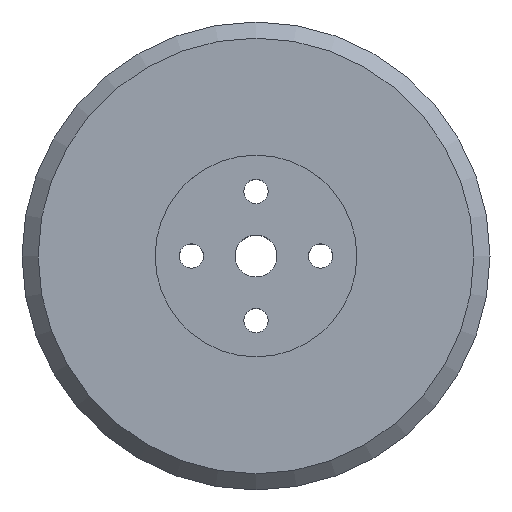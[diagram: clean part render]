
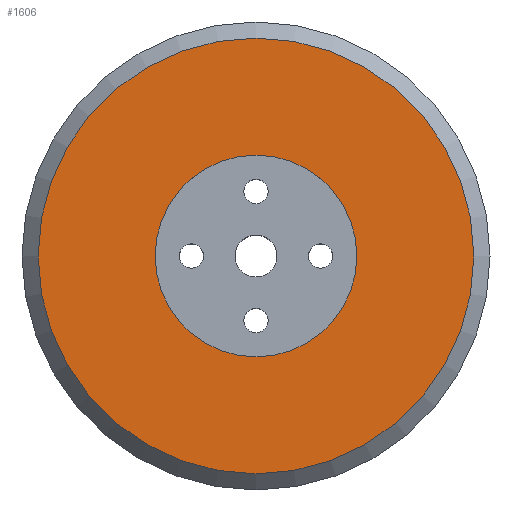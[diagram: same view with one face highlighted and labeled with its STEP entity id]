
A CAD part, top view. The second image highlights one B-rep face of the part: STEP entity #1606.
In plain terms, the highlighted planar face has unit normal (0, 0, 1).
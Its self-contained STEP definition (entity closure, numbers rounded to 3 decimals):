
#127=FACE_BOUND('',#315,.T.);
#143=CIRCLE('',#1716,27.);
#145=CIRCLE('',#1719,12.5);
#227=FACE_OUTER_BOUND('',#314,.T.);
#314=EDGE_LOOP('',(#1129));
#315=EDGE_LOOP('',(#1130));
#678=VERTEX_POINT('',#2326);
#680=VERTEX_POINT('',#2332);
#852=EDGE_CURVE('',#678,#678,#143,.T.);
#855=EDGE_CURVE('',#680,#680,#145,.T.);
#1129=ORIENTED_EDGE('',*,*,#852,.F.);
#1130=ORIENTED_EDGE('',*,*,#855,.T.);
#1479=PLANE('',#1718);
#1606=ADVANCED_FACE('',(#227,#127),#1479,.T.);
#1716=AXIS2_PLACEMENT_3D('',#2327,#1943,#1944);
#1718=AXIS2_PLACEMENT_3D('',#2331,#1948,#1949);
#1719=AXIS2_PLACEMENT_3D('',#2333,#1950,#1951);
#1943=DIRECTION('center_axis',(0.,0.,-1.));
#1944=DIRECTION('ref_axis',(-1.,0.,0.));
#1948=DIRECTION('center_axis',(0.,0.,1.));
#1949=DIRECTION('ref_axis',(1.,0.,0.));
#1950=DIRECTION('center_axis',(0.,0.,-1.));
#1951=DIRECTION('ref_axis',(-1.,0.,0.));
#2326=CARTESIAN_POINT('',(27.,0.,2.));
#2327=CARTESIAN_POINT('Origin',(0.,0.,2.));
#2331=CARTESIAN_POINT('Origin',(0.,0.,2.));
#2332=CARTESIAN_POINT('',(12.5,0.,2.));
#2333=CARTESIAN_POINT('Origin',(0.,0.,
2.));
